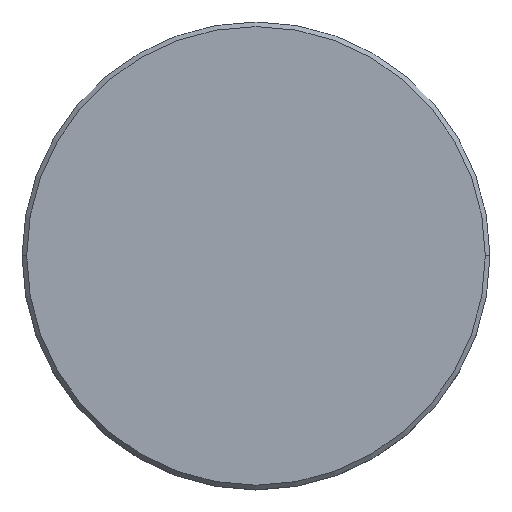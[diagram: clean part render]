
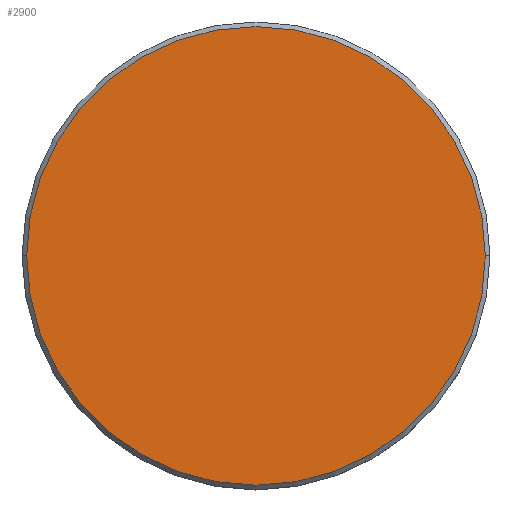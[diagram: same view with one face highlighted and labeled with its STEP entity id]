
A CAD part, top view. The second image highlights one B-rep face of the part: STEP entity #2900.
In plain terms, the highlighted planar face has unit normal (0, 0, 1).
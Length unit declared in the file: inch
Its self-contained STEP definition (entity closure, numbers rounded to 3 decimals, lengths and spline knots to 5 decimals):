
#211 = CARTESIAN_POINT ( 'NONE',  ( -0.49016, 0., 0.11811 ) ) ;
#354 = FACE_OUTER_BOUND ( 'NONE', #4478, .T. ) ;
#368 = VERTEX_POINT ( 'NONE', #211 ) ;
#1692 = CARTESIAN_POINT ( 'NONE',  ( 0., 0., 0.11811 ) ) ;
#2530 = DIRECTION ( 'NONE',  ( 1., 0., 0. ) ) ;
#2816 = ORIENTED_EDGE ( 'NONE', *, *, #4097, .T. ) ;
#2900 = ADVANCED_FACE ( 'NONE', ( #354 ), #8065, .T. ) ;
#3052 = DIRECTION ( 'NONE',  ( 0., 0., 1. ) ) ;
#3455 = EDGE_CURVE ( 'NONE', #368, #8320, #4404, .T. ) ;
#3837 = AXIS2_PLACEMENT_3D ( 'NONE', #1692, #7560, #2530 ) ;
#3984 = CIRCLE ( 'NONE', #3837, 0.49016 ) ;
#4097 = EDGE_CURVE ( 'NONE', #8320, #368, #3984, .T. ) ;
#4404 = CIRCLE ( 'NONE', #10886, 0.49016 ) ;
#4478 = EDGE_LOOP ( 'NONE', ( #9284, #2816 ) ) ;
#4951 = DIRECTION ( 'NONE',  ( 0., 0., 1. ) ) ;
#5027 = CARTESIAN_POINT ( 'NONE',  ( 0.49016, 0., 0.11811 ) ) ;
#5252 = AXIS2_PLACEMENT_3D ( 'NONE', #8881, #3052, #9058 ) ;
#7560 = DIRECTION ( 'NONE',  ( 0., 0., 1. ) ) ;
#8065 = PLANE ( 'NONE',  #5252 ) ;
#8320 = VERTEX_POINT ( 'NONE', #5027 ) ;
#8881 = CARTESIAN_POINT ( 'NONE',  ( 0., 0., 0.11811 ) ) ;
#9058 = DIRECTION ( 'NONE',  ( 1., 0., 0. ) ) ;
#9284 = ORIENTED_EDGE ( 'NONE', *, *, #3455, .T. ) ;
#9998 = CARTESIAN_POINT ( 'NONE',  ( 0., 0., 0.11811 ) ) ;
#10834 = DIRECTION ( 'NONE',  ( 1., 0., 0. ) ) ;
#10886 = AXIS2_PLACEMENT_3D ( 'NONE', #9998, #4951, #10834 ) ;
